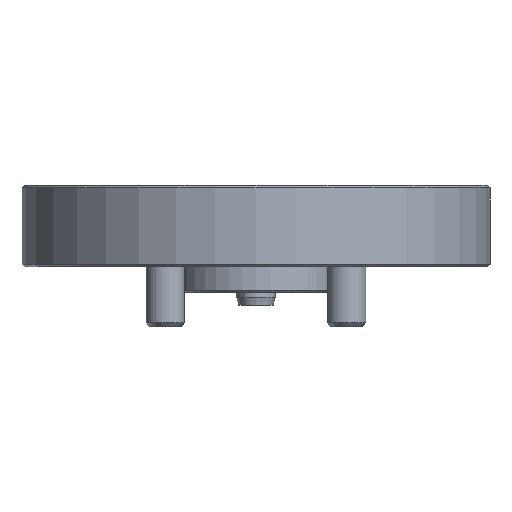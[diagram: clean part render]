
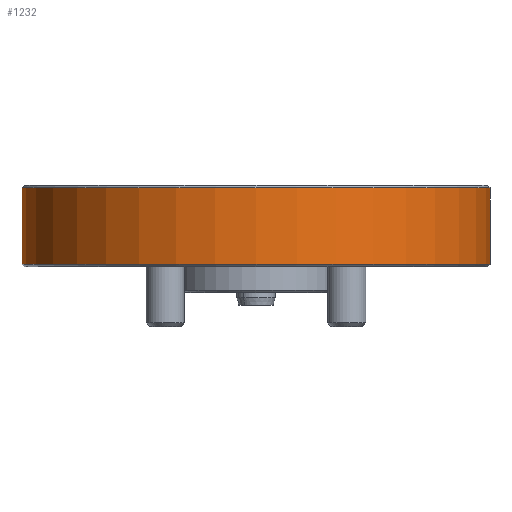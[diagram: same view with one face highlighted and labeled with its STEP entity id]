
A CAD part, front view. The second image highlights one B-rep face of the part: STEP entity #1232.
In plain terms, the highlighted cylindrical face has radius 36.5 mm (diameter 73 mm), a partial arc.
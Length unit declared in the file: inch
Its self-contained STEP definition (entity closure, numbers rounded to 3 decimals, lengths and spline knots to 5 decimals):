
#101 = VECTOR ( 'NONE', #1727, 39.37008 ) ;
#118 = VERTEX_POINT ( 'NONE', #1227 ) ;
#136 = ORIENTED_EDGE ( 'NONE', *, *, #181, .T. ) ;
#171 = VERTEX_POINT ( 'NONE', #2383 ) ;
#181 = EDGE_CURVE ( 'NONE', #171, #2401, #1793, .T. ) ;
#217 = ORIENTED_EDGE ( 'NONE', *, *, #1218, .T. ) ;
#285 = DIRECTION ( 'NONE',  ( 0., 0., -1. ) ) ;
#369 = DIRECTION ( 'NONE',  ( -1., 0., 0. ) ) ;
#381 = FACE_OUTER_BOUND ( 'NONE', #1039, .T. ) ;
#439 = LINE ( 'NONE', #2028, #2546 ) ;
#554 = DIRECTION ( 'NONE',  ( 1., 0., 0. ) ) ;
#577 = DIRECTION ( 'NONE',  ( 0., 0., -1. ) ) ;
#663 = AXIS2_PLACEMENT_3D ( 'NONE', #783, #2607, #554 ) ;
#680 = EDGE_CURVE ( 'NONE', #171, #2047, #439, .T. ) ;
#783 = CARTESIAN_POINT ( 'NONE',  ( 0., 0., 0.015 ) ) ;
#802 = ORIENTED_EDGE ( 'NONE', *, *, #1703, .T. ) ;
#804 = CARTESIAN_POINT ( 'NONE',  ( -1.43701, 0., 0.5 ) ) ;
#916 = AXIS2_PLACEMENT_3D ( 'NONE', #2347, #285, #1675 ) ;
#1039 = EDGE_LOOP ( 'NONE', ( #1652, #136, #217, #802 ) ) ;
#1160 = CIRCLE ( 'NONE', #663, 1.43701 ) ;
#1218 = EDGE_CURVE ( 'NONE', #2401, #118, #2665, .T. ) ;
#1227 = CARTESIAN_POINT ( 'NONE',  ( -1.43701, 0., 0.015 ) ) ;
#1232 = ADVANCED_FACE ( 'NONE', ( #381 ), #2632, .T. ) ;
#1252 = AXIS2_PLACEMENT_3D ( 'NONE', #2223, #577, #369 ) ;
#1447 = CARTESIAN_POINT ( 'NONE',  ( 1.43701, 0., 0.015 ) ) ;
#1652 = ORIENTED_EDGE ( 'NONE', *, *, #680, .F. ) ;
#1675 = DIRECTION ( 'NONE',  ( 1., 0., 0. ) ) ;
#1703 = EDGE_CURVE ( 'NONE', #118, #2047, #1160, .T. ) ;
#1727 = DIRECTION ( 'NONE',  ( 0., 0., -1. ) ) ;
#1793 = CIRCLE ( 'NONE', #916, 1.43701 ) ;
#2028 = CARTESIAN_POINT ( 'NONE',  ( 1.43701, 0., 0.5 ) ) ;
#2047 = VERTEX_POINT ( 'NONE', #1447 ) ;
#2223 = CARTESIAN_POINT ( 'NONE',  ( 0., 0., 0.5 ) ) ;
#2347 = CARTESIAN_POINT ( 'NONE',  ( 0., 0., 0.485 ) ) ;
#2383 = CARTESIAN_POINT ( 'NONE',  ( 1.43701, 0., 0.485 ) ) ;
#2401 = VERTEX_POINT ( 'NONE', #2421 ) ;
#2421 = CARTESIAN_POINT ( 'NONE',  ( -1.43701, 0., 0.485 ) ) ;
#2546 = VECTOR ( 'NONE', #2954, 39.37008 ) ;
#2607 = DIRECTION ( 'NONE',  ( 0., 0., 1. ) ) ;
#2632 = CYLINDRICAL_SURFACE ( 'NONE', #1252, 1.43701 ) ;
#2665 = LINE ( 'NONE', #804, #101 ) ;
#2954 = DIRECTION ( 'NONE',  ( 0., 0., -1. ) ) ;
